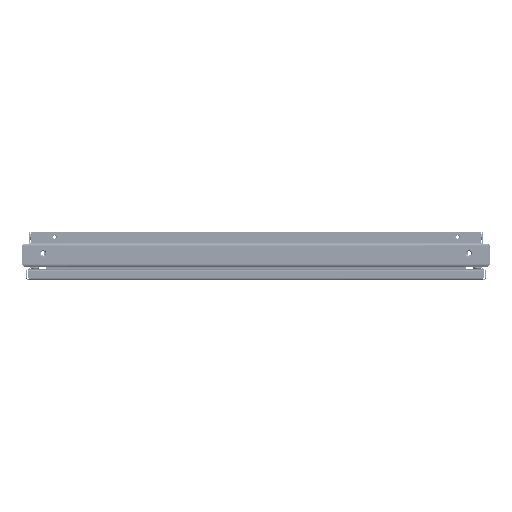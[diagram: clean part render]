
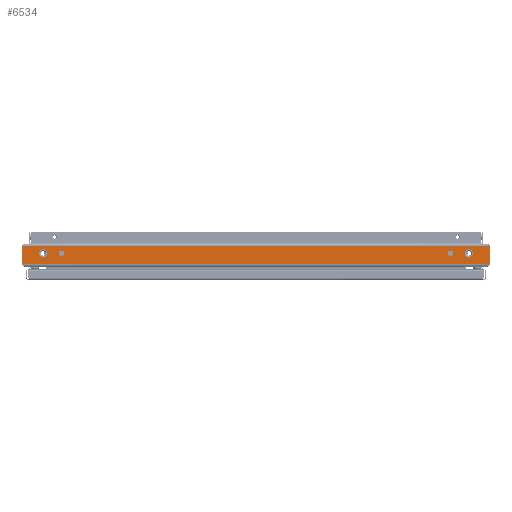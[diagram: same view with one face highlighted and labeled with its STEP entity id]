
A CAD part, front view. The second image highlights one B-rep face of the part: STEP entity #6534.
In plain terms, the highlighted face is planar.
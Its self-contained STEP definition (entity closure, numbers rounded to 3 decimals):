
#551 = CARTESIAN_POINT ( 'NONE',  ( 417.5, -3.319, 0. ) ) ;
#685 = EDGE_CURVE ( 'NONE', #10471, #24633, #30711, .T. ) ;
#1197 = DIRECTION ( 'NONE',  ( 1., 0., 0. ) ) ;
#1233 = LINE ( 'NONE', #70912, #3541 ) ;
#1534 = PLANE ( 'NONE',  #79538 ) ;
#1666 = VERTEX_POINT ( 'NONE', #53287 ) ;
#1902 = DIRECTION ( 'NONE',  ( 1., 0., 0. ) ) ;
#2365 = ORIENTED_EDGE ( 'NONE', *, *, #31277, .T. ) ;
#2406 = DIRECTION ( 'NONE',  ( 0., -1., 0. ) ) ;
#3541 = VECTOR ( 'NONE', #8281, 1000. ) ;
#3711 = ORIENTED_EDGE ( 'NONE', *, *, #36780, .T. ) ;
#3769 = CIRCLE ( 'NONE', #11723, 5.5 ) ;
#4473 = CARTESIAN_POINT ( 'NONE',  ( 369., -3.319, 0. ) ) ;
#4606 = LINE ( 'NONE', #29931, #27613 ) ;
#5548 = DIRECTION ( 'NONE',  ( 0., 0., 1. ) ) ;
#6069 = DIRECTION ( 'NONE',  ( 1., 0., 0. ) ) ;
#6534 = ADVANCED_FACE ( 'NONE', ( #64167, #76615, #26443, #14391, #25630 ), #1534, .F. ) ;
#7261 = CIRCLE ( 'NONE', #45742, 8. ) ;
#7503 = CARTESIAN_POINT ( 'NONE',  ( -380., -3.319, 0. ) ) ;
#7543 = CARTESIAN_POINT ( 'NONE',  ( 401.5, -3.319, 0. ) ) ;
#8088 = VECTOR ( 'NONE', #8506, 1000. ) ;
#8115 = CARTESIAN_POINT ( 'NONE',  ( 409.5, -3.319, 0. ) ) ;
#8281 = DIRECTION ( 'NONE',  ( -1., 0., 0. ) ) ;
#8506 = DIRECTION ( 'NONE',  ( 1., 0., 0. ) ) ;
#10471 = VERTEX_POINT ( 'NONE', #59146 ) ;
#11723 = AXIS2_PLACEMENT_3D ( 'NONE', #40444, #71519, #59066 ) ;
#13363 = DIRECTION ( 'NONE',  ( 0., 0., -1. ) ) ;
#13649 = CARTESIAN_POINT ( 'NONE',  ( -450., -18., 0. ) ) ;
#14391 = FACE_BOUND ( 'NONE', #27100, .T. ) ;
#15372 = ORIENTED_EDGE ( 'NONE', *, *, #30736, .F. ) ;
#15670 = CARTESIAN_POINT ( 'NONE',  ( -401.5, -3.319, 0. ) ) ;
#15943 = VECTOR ( 'NONE', #1197, 1000. ) ;
#16706 = ORIENTED_EDGE ( 'NONE', *, *, #80700, .F. ) ;
#16825 = AXIS2_PLACEMENT_3D ( 'NONE', #8115, #32606, #33025 ) ;
#17026 = VECTOR ( 'NONE', #28223, 1000. ) ;
#17593 = ORIENTED_EDGE ( 'NONE', *, *, #685, .T. ) ;
#17977 = AXIS2_PLACEMENT_3D ( 'NONE', #42489, #44120, #68544 ) ;
#19866 = LINE ( 'NONE', #13649, #15943 ) ;
#22189 = VERTEX_POINT ( 'NONE', #76300 ) ;
#22618 = ORIENTED_EDGE ( 'NONE', *, *, #55150, .T. ) ;
#23922 = EDGE_CURVE ( 'NONE', #64539, #22189, #19866, .T. ) ;
#24047 = CARTESIAN_POINT ( 'NONE',  ( -374.5, -3.319, 0. ) ) ;
#24492 = VECTOR ( 'NONE', #60924, 1000. ) ;
#24633 = VERTEX_POINT ( 'NONE', #4473 ) ;
#24678 = EDGE_LOOP ( 'NONE', ( #65840, #57417 ) ) ;
#25630 = FACE_OUTER_BOUND ( 'NONE', #42031, .T. ) ;
#26443 = FACE_BOUND ( 'NONE', #24678, .T. ) ;
#26473 = VECTOR ( 'NONE', #2406, 1000. ) ;
#27100 = EDGE_LOOP ( 'NONE', ( #15372, #16706 ) ) ;
#27223 = CARTESIAN_POINT ( 'NONE',  ( -409.5, -3.319, 0. ) ) ;
#27613 = VECTOR ( 'NONE', #80513, 1000. ) ;
#28223 = DIRECTION ( 'NONE',  ( -1., 0., 0. ) ) ;
#28689 = CIRCLE ( 'NONE', #31364, 5.5 ) ;
#29931 = CARTESIAN_POINT ( 'NONE',  ( 450., 18., 0. ) ) ;
#30143 = ORIENTED_EDGE ( 'NONE', *, *, #34595, .T. ) ;
#30299 = CIRCLE ( 'NONE', #58107, 8. ) ;
#30711 = CIRCLE ( 'NONE', #74396, 5.5 ) ;
#30736 = EDGE_CURVE ( 'NONE', #47737, #40795, #28689, .T. ) ;
#30801 = ORIENTED_EDGE ( 'NONE', *, *, #67020, .T. ) ;
#31277 = EDGE_CURVE ( 'NONE', #68435, #61663, #77770, .T. ) ;
#31364 = AXIS2_PLACEMENT_3D ( 'NONE', #24047, #48983, #69650 ) ;
#31456 = VERTEX_POINT ( 'NONE', #41336 ) ;
#31631 = CARTESIAN_POINT ( 'NONE',  ( 374.5, -3.319, 0. ) ) ;
#32606 = DIRECTION ( 'NONE',  ( 0., 0., -1. ) ) ;
#33025 = DIRECTION ( 'NONE',  ( -1., 0., 0. ) ) ;
#33049 = EDGE_LOOP ( 'NONE', ( #17593, #30801 ) ) ;
#33241 = ORIENTED_EDGE ( 'NONE', *, *, #71925, .T. ) ;
#33496 = DIRECTION ( 'NONE',  ( 0., 0., -1. ) ) ;
#33887 = ORIENTED_EDGE ( 'NONE', *, *, #80174, .T. ) ;
#34595 = EDGE_CURVE ( 'NONE', #58416, #64539, #61333, .T. ) ;
#34692 = DIRECTION ( 'NONE',  ( 0., 0., 1. ) ) ;
#35654 = CARTESIAN_POINT ( 'NONE',  ( -450., -18., 0. ) ) ;
#36780 = EDGE_CURVE ( 'NONE', #55765, #31456, #1233, .T. ) ;
#38518 = CARTESIAN_POINT ( 'NONE',  ( 0., 0., 0. ) ) ;
#40444 = CARTESIAN_POINT ( 'NONE',  ( 374.5, -3.319, 0. ) ) ;
#40795 = VERTEX_POINT ( 'NONE', #7503 ) ;
#41018 = VECTOR ( 'NONE', #59077, 1000. ) ;
#41113 = CARTESIAN_POINT ( 'NONE',  ( -417.5, -3.319, 0. ) ) ;
#41336 = CARTESIAN_POINT ( 'NONE',  ( -450., 18., 0. ) ) ;
#41679 = EDGE_CURVE ( 'NONE', #64965, #53444, #7261, .T. ) ;
#41955 = ORIENTED_EDGE ( 'NONE', *, *, #76818, .T. ) ;
#42031 = EDGE_LOOP ( 'NONE', ( #30143, #52440, #33241, #68073, #22618, #33887, #3711, #63375 ) ) ;
#42489 = CARTESIAN_POINT ( 'NONE',  ( 409.5, -3.319, 0. ) ) ;
#42870 = CARTESIAN_POINT ( 'NONE',  ( -447.935, -18., 0. ) ) ;
#44120 = DIRECTION ( 'NONE',  ( 0., 0., -1. ) ) ;
#44140 = DIRECTION ( 'NONE',  ( -1., 0., 0. ) ) ;
#44974 = AXIS2_PLACEMENT_3D ( 'NONE', #68324, #74554, #6069 ) ;
#45742 = AXIS2_PLACEMENT_3D ( 'NONE', #27223, #34692, #1902 ) ;
#46265 = CARTESIAN_POINT ( 'NONE',  ( 450., -22., 0. ) ) ;
#46286 = EDGE_CURVE ( 'NONE', #53444, #64965, #30299, .T. ) ;
#47737 = VERTEX_POINT ( 'NONE', #64989 ) ;
#47740 = CARTESIAN_POINT ( 'NONE',  ( 450., 18., 0. ) ) ;
#48341 = CARTESIAN_POINT ( 'NONE',  ( -409.5, -3.319, 0. ) ) ;
#48944 = VERTEX_POINT ( 'NONE', #64999 ) ;
#48983 = DIRECTION ( 'NONE',  ( 0., 0., 1. ) ) ;
#49580 = DIRECTION ( 'NONE',  ( 1., 0., 0. ) ) ;
#51587 = CIRCLE ( 'NONE', #44974, 5.5 ) ;
#52440 = ORIENTED_EDGE ( 'NONE', *, *, #23922, .T. ) ;
#53287 = CARTESIAN_POINT ( 'NONE',  ( 450., 18., 0. ) ) ;
#53328 = LINE ( 'NONE', #71570, #8088 ) ;
#53444 = VERTEX_POINT ( 'NONE', #15670 ) ;
#53447 = CARTESIAN_POINT ( 'NONE',  ( -450., -22., 0. ) ) ;
#53840 = LINE ( 'NONE', #53447, #26473 ) ;
#55150 = EDGE_CURVE ( 'NONE', #1666, #48944, #4606, .T. ) ;
#55765 = VERTEX_POINT ( 'NONE', #66162 ) ;
#57417 = ORIENTED_EDGE ( 'NONE', *, *, #41679, .F. ) ;
#58107 = AXIS2_PLACEMENT_3D ( 'NONE', #48341, #5548, #49580 ) ;
#58416 = VERTEX_POINT ( 'NONE', #59238 ) ;
#58437 = EDGE_CURVE ( 'NONE', #31456, #58416, #53840, .T. ) ;
#58772 = DIRECTION ( 'NONE',  ( -1., 0., 0. ) ) ;
#59066 = DIRECTION ( 'NONE',  ( -1., 0., 0. ) ) ;
#59077 = DIRECTION ( 'NONE',  ( 0., 1., 0. ) ) ;
#59146 = CARTESIAN_POINT ( 'NONE',  ( 380., -3.319, 0. ) ) ;
#59238 = CARTESIAN_POINT ( 'NONE',  ( -450., -18., 0. ) ) ;
#60924 = DIRECTION ( 'NONE',  ( 1., 0., 0. ) ) ;
#61333 = LINE ( 'NONE', #35654, #24492 ) ;
#61663 = VERTEX_POINT ( 'NONE', #551 ) ;
#63375 = ORIENTED_EDGE ( 'NONE', *, *, #58437, .T. ) ;
#64167 = FACE_BOUND ( 'NONE', #71989, .T. ) ;
#64539 = VERTEX_POINT ( 'NONE', #42870 ) ;
#64965 = VERTEX_POINT ( 'NONE', #41113 ) ;
#64989 = CARTESIAN_POINT ( 'NONE',  ( -369., -3.319, 0. ) ) ;
#64999 = CARTESIAN_POINT ( 'NONE',  ( 448., 18., 0. ) ) ;
#65840 = ORIENTED_EDGE ( 'NONE', *, *, #46286, .F. ) ;
#66162 = CARTESIAN_POINT ( 'NONE',  ( -448., 18., 0. ) ) ;
#67020 = EDGE_CURVE ( 'NONE', #24633, #10471, #3769, .T. ) ;
#67603 = LINE ( 'NONE', #47740, #17026 ) ;
#68073 = ORIENTED_EDGE ( 'NONE', *, *, #68109, .T. ) ;
#68109 = EDGE_CURVE ( 'NONE', #71662, #1666, #71109, .T. ) ;
#68324 = CARTESIAN_POINT ( 'NONE',  ( -374.5, -3.319, 0. ) ) ;
#68435 = VERTEX_POINT ( 'NONE', #7543 ) ;
#68544 = DIRECTION ( 'NONE',  ( -1., 0., 0. ) ) ;
#69530 = CARTESIAN_POINT ( 'NONE',  ( 450., -18., 0. ) ) ;
#69650 = DIRECTION ( 'NONE',  ( 1., 0., 0. ) ) ;
#70912 = CARTESIAN_POINT ( 'NONE',  ( 450., 18., 0. ) ) ;
#71109 = LINE ( 'NONE', #46265, #41018 ) ;
#71519 = DIRECTION ( 'NONE',  ( 0., 0., -1. ) ) ;
#71570 = CARTESIAN_POINT ( 'NONE',  ( -450., -18., 0. ) ) ;
#71662 = VERTEX_POINT ( 'NONE', #69530 ) ;
#71925 = EDGE_CURVE ( 'NONE', #22189, #71662, #53328, .T. ) ;
#71989 = EDGE_LOOP ( 'NONE', ( #41955, #2365 ) ) ;
#74396 = AXIS2_PLACEMENT_3D ( 'NONE', #31631, #13363, #44140 ) ;
#74554 = DIRECTION ( 'NONE',  ( 0., 0., 1. ) ) ;
#76300 = CARTESIAN_POINT ( 'NONE',  ( 447.935, -18., 0. ) ) ;
#76615 = FACE_BOUND ( 'NONE', #33049, .T. ) ;
#76818 = EDGE_CURVE ( 'NONE', #61663, #68435, #81506, .T. ) ;
#77770 = CIRCLE ( 'NONE', #16825, 8. ) ;
#79538 = AXIS2_PLACEMENT_3D ( 'NONE', #38518, #33496, #58772 ) ;
#80174 = EDGE_CURVE ( 'NONE', #48944, #55765, #67603, .T. ) ;
#80513 = DIRECTION ( 'NONE',  ( -1., 0., 0. ) ) ;
#80700 = EDGE_CURVE ( 'NONE', #40795, #47737, #51587, .T. ) ;
#81506 = CIRCLE ( 'NONE', #17977, 8. ) ;
